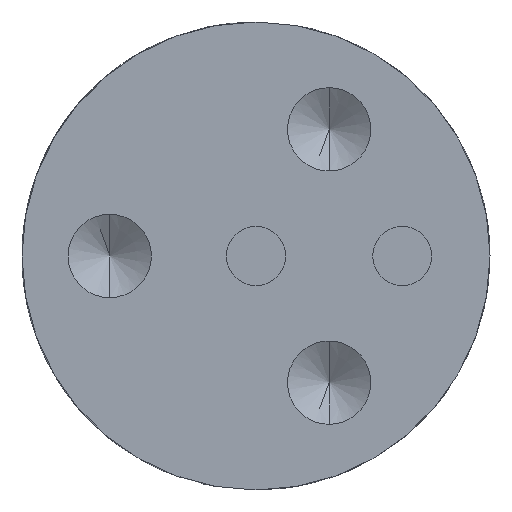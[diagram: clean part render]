
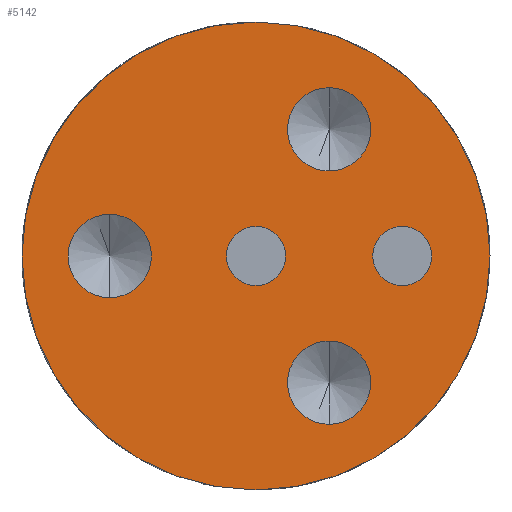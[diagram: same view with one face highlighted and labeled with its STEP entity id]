
A CAD part, front view. The second image highlights one B-rep face of the part: STEP entity #5142.
In plain terms, the highlighted planar face has unit normal (0, -1, 0).
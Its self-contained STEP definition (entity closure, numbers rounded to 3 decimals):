
#209 = AXIS2_PLACEMENT_3D ( 'NONE', #4703, #4707, #4708 ) ;
#222 = AXIS2_PLACEMENT_3D ( 'NONE', #4654, #4655, #4656 ) ;
#230 = AXIS2_PLACEMENT_3D ( 'NONE', #4709, #4722, #4723 ) ;
#233 = AXIS2_PLACEMENT_3D ( 'NONE', #4758, #4759, #4760 ) ;
#241 = AXIS2_PLACEMENT_3D ( 'NONE', #4776, #4777, #4778 ) ;
#246 = AXIS2_PLACEMENT_3D ( 'NONE', #4827, #4828, #4829 ) ;
#249 = AXIS2_PLACEMENT_3D ( 'NONE', #4830, #4840, #4841 ) ;
#334 = FACE_BOUND ( 'NONE', #1007, .T. ) ;
#338 = FACE_BOUND ( 'NONE', #1006, .T. ) ;
#339 = AXIS2_PLACEMENT_3D ( 'NONE', #2335, #2336, #2337 ) ;
#340 = FACE_BOUND ( 'NONE', #1005, .T. ) ;
#341 = FACE_BOUND ( 'NONE', #1004, .T. ) ;
#342 = FACE_BOUND ( 'NONE', #1003, .T. ) ;
#343 = FACE_OUTER_BOUND ( 'NONE', #1002, .T. ) ;
#348 = AXIS2_PLACEMENT_3D ( 'NONE', #2679, #2680, #2681 ) ;
#349 = AXIS2_PLACEMENT_3D ( 'NONE', #2673, #2674, #2675 ) ;
#352 = AXIS2_PLACEMENT_3D ( 'NONE', #2682, #2683, #2684 ) ;
#353 = AXIS2_PLACEMENT_3D ( 'NONE', #2676, #2677, #2678 ) ;
#354 = AXIS2_PLACEMENT_3D ( 'NONE', #2685, #2686, #2687 ) ;
#619 = EDGE_CURVE ( 'NONE', #757, #758, #5242, .T. ) ;
#623 = EDGE_CURVE ( 'NONE', #758, #757, #5243, .T. ) ;
#628 = EDGE_CURVE ( 'NONE', #761, #760, #5244, .T. ) ;
#634 = EDGE_CURVE ( 'NONE', #775, #774, #5247, .T. ) ;
#640 = EDGE_CURVE ( 'NONE', #780, #778, #5249, .T. ) ;
#647 = EDGE_CURVE ( 'NONE', #766, #765, #5251, .T. ) ;
#651 = EDGE_CURVE ( 'NONE', #771, #770, #5253, .T. ) ;
#757 = VERTEX_POINT ( 'NONE', #2044 ) ;
#758 = VERTEX_POINT ( 'NONE', #2045 ) ;
#760 = VERTEX_POINT ( 'NONE', #2047 ) ;
#761 = VERTEX_POINT ( 'NONE', #2048 ) ;
#765 = VERTEX_POINT ( 'NONE', #2052 ) ;
#766 = VERTEX_POINT ( 'NONE', #2053 ) ;
#770 = VERTEX_POINT ( 'NONE', #2057 ) ;
#771 = VERTEX_POINT ( 'NONE', #2058 ) ;
#774 = VERTEX_POINT ( 'NONE', #2061 ) ;
#775 = VERTEX_POINT ( 'NONE', #2062 ) ;
#778 = VERTEX_POINT ( 'NONE', #2065 ) ;
#780 = VERTEX_POINT ( 'NONE', #2067 ) ;
#1002 = EDGE_LOOP ( 'NONE', ( #1670, #1674 ) ) ;
#1003 = EDGE_LOOP ( 'NONE', ( #1668, #1673 ) ) ;
#1004 = EDGE_LOOP ( 'NONE', ( #1666, #1671 ) ) ;
#1005 = EDGE_LOOP ( 'NONE', ( #1664, #1669 ) ) ;
#1006 = EDGE_LOOP ( 'NONE', ( #1662, #1667 ) ) ;
#1007 = EDGE_LOOP ( 'NONE', ( #1663, #1665 ) ) ;
#1662 = ORIENTED_EDGE ( 'NONE', *, *, #5167, .F. ) ;
#1663 = ORIENTED_EDGE ( 'NONE', *, *, #5166, .F. ) ;
#1664 = ORIENTED_EDGE ( 'NONE', *, *, #5168, .F. ) ;
#1665 = ORIENTED_EDGE ( 'NONE', *, *, #640, .F. ) ;
#1666 = ORIENTED_EDGE ( 'NONE', *, *, #5169, .F. ) ;
#1667 = ORIENTED_EDGE ( 'NONE', *, *, #634, .F. ) ;
#1668 = ORIENTED_EDGE ( 'NONE', *, *, #5170, .F. ) ;
#1669 = ORIENTED_EDGE ( 'NONE', *, *, #651, .F. ) ;
#1670 = ORIENTED_EDGE ( 'NONE', *, *, #619, .F. ) ;
#1671 = ORIENTED_EDGE ( 'NONE', *, *, #647, .F. ) ;
#1673 = ORIENTED_EDGE ( 'NONE', *, *, #628, .F. ) ;
#1674 = ORIENTED_EDGE ( 'NONE', *, *, #623, .F. ) ;
#2044 = CARTESIAN_POINT ( 'NONE',  ( 0., 0., -6.35 ) ) ;
#2045 = CARTESIAN_POINT ( 'NONE',  ( 0., 0., 6.35 ) ) ;
#2047 = CARTESIAN_POINT ( 'NONE',  ( 1.984, 0., 2.307 ) ) ;
#2048 = CARTESIAN_POINT ( 'NONE',  ( 1.984, 0., 4.567 ) ) ;
#2052 = CARTESIAN_POINT ( 'NONE',  ( -3.969, 0., -1.13 ) ) ;
#2053 = CARTESIAN_POINT ( 'NONE',  ( -3.969, 0., 1.13 ) ) ;
#2057 = CARTESIAN_POINT ( 'NONE',  ( 1.984, 0., -4.567 ) ) ;
#2058 = CARTESIAN_POINT ( 'NONE',  ( 1.984, 0., -2.307 ) ) ;
#2061 = CARTESIAN_POINT ( 'NONE',  ( 3.969, 0., -0.8 ) ) ;
#2062 = CARTESIAN_POINT ( 'NONE',  ( 3.969, 0., 0.8 ) ) ;
#2065 = CARTESIAN_POINT ( 'NONE',  ( 0., 0., -0.8 ) ) ;
#2067 = CARTESIAN_POINT ( 'NONE',  ( 0., 0., 0.8 ) ) ;
#2334 = PLANE ( 'NONE',  #339 ) ;
#2335 = CARTESIAN_POINT ( 'NONE',  ( 0., 0., 0. ) ) ;
#2336 = DIRECTION ( 'NONE',  ( 0., 1., 0. ) ) ;
#2337 = DIRECTION ( 'NONE',  ( 0., 0., 1. ) ) ;
#2673 = CARTESIAN_POINT ( 'NONE',  ( 0., 0., 0. ) ) ;
#2674 = DIRECTION ( 'NONE',  ( 0., -1., 0. ) ) ;
#2675 = DIRECTION ( 'NONE',  ( 0., 0., -1. ) ) ;
#2676 = CARTESIAN_POINT ( 'NONE',  ( 3.969, 0., 0. ) ) ;
#2677 = DIRECTION ( 'NONE',  ( 0., -1., 0. ) ) ;
#2678 = DIRECTION ( 'NONE',  ( 0., 0., -1. ) ) ;
#2679 = CARTESIAN_POINT ( 'NONE',  ( 1.984, 0., -3.437 ) ) ;
#2680 = DIRECTION ( 'NONE',  ( 0., -1., 0. ) ) ;
#2681 = DIRECTION ( 'NONE',  ( 0., 0., -1. ) ) ;
#2682 = CARTESIAN_POINT ( 'NONE',  ( -3.969, 0., 0. ) ) ;
#2683 = DIRECTION ( 'NONE',  ( 0., -1., 0. ) ) ;
#2684 = DIRECTION ( 'NONE',  ( 0., 0., -1. ) ) ;
#2685 = CARTESIAN_POINT ( 'NONE',  ( 1.984, 0., 3.437 ) ) ;
#2686 = DIRECTION ( 'NONE',  ( 0., -1., 0. ) ) ;
#2687 = DIRECTION ( 'NONE',  ( 0., 0., -1. ) ) ;
#4654 = CARTESIAN_POINT ( 'NONE',  ( 0., 0., 0. ) ) ;
#4655 = DIRECTION ( 'NONE',  ( 0., 1., 0. ) ) ;
#4656 = DIRECTION ( 'NONE',  ( 0., 0., 1. ) ) ;
#4703 = CARTESIAN_POINT ( 'NONE',  ( 0., 0., 0. ) ) ;
#4707 = DIRECTION ( 'NONE',  ( 0., 1., 0. ) ) ;
#4708 = DIRECTION ( 'NONE',  ( 0., 0., 1. ) ) ;
#4709 = CARTESIAN_POINT ( 'NONE',  ( 1.984, 0., 3.437 ) ) ;
#4722 = DIRECTION ( 'NONE',  ( 0., -1., 0. ) ) ;
#4723 = DIRECTION ( 'NONE',  ( 0., 0., -1. ) ) ;
#4758 = CARTESIAN_POINT ( 'NONE',  ( 3.969, 0., 0. ) ) ;
#4759 = DIRECTION ( 'NONE',  ( 0., -1., 0. ) ) ;
#4760 = DIRECTION ( 'NONE',  ( 0., 0., -1. ) ) ;
#4776 = CARTESIAN_POINT ( 'NONE',  ( 0., 0., 0. ) ) ;
#4777 = DIRECTION ( 'NONE',  ( 0., -1., 0. ) ) ;
#4778 = DIRECTION ( 'NONE',  ( 0., 0., -1. ) ) ;
#4827 = CARTESIAN_POINT ( 'NONE',  ( -3.969, 0., 0. ) ) ;
#4828 = DIRECTION ( 'NONE',  ( 0., -1., 0. ) ) ;
#4829 = DIRECTION ( 'NONE',  ( 0., 0., -1. ) ) ;
#4830 = CARTESIAN_POINT ( 'NONE',  ( 1.984, 0., -3.437 ) ) ;
#4840 = DIRECTION ( 'NONE',  ( 0., -1., 0. ) ) ;
#4841 = DIRECTION ( 'NONE',  ( 0., 0., -1. ) ) ;
#5142 = ADVANCED_FACE ( 'NONE', ( #334, #338, #340, #341, #342, #343 ), #2334, .F. ) ;
#5166 = EDGE_CURVE ( 'NONE', #778, #780, #5273, .T. ) ;
#5167 = EDGE_CURVE ( 'NONE', #774, #775, #5275, .T. ) ;
#5168 = EDGE_CURVE ( 'NONE', #770, #771, #5276, .T. ) ;
#5169 = EDGE_CURVE ( 'NONE', #765, #766, #5277, .T. ) ;
#5170 = EDGE_CURVE ( 'NONE', #760, #761, #5278, .T. ) ;
#5242 = CIRCLE ( 'NONE', #222, 6.35 ) ;
#5243 = CIRCLE ( 'NONE', #209, 6.35 ) ;
#5244 = CIRCLE ( 'NONE', #230, 1.13 ) ;
#5247 = CIRCLE ( 'NONE', #233, 0.8 ) ;
#5249 = CIRCLE ( 'NONE', #241, 0.8 ) ;
#5251 = CIRCLE ( 'NONE', #246, 1.13 ) ;
#5253 = CIRCLE ( 'NONE', #249, 1.13 ) ;
#5273 = CIRCLE ( 'NONE', #349, 0.8 ) ;
#5275 = CIRCLE ( 'NONE', #353, 0.8 ) ;
#5276 = CIRCLE ( 'NONE', #348, 1.13 ) ;
#5277 = CIRCLE ( 'NONE', #352, 1.13 ) ;
#5278 = CIRCLE ( 'NONE', #354, 1.13 ) ;
